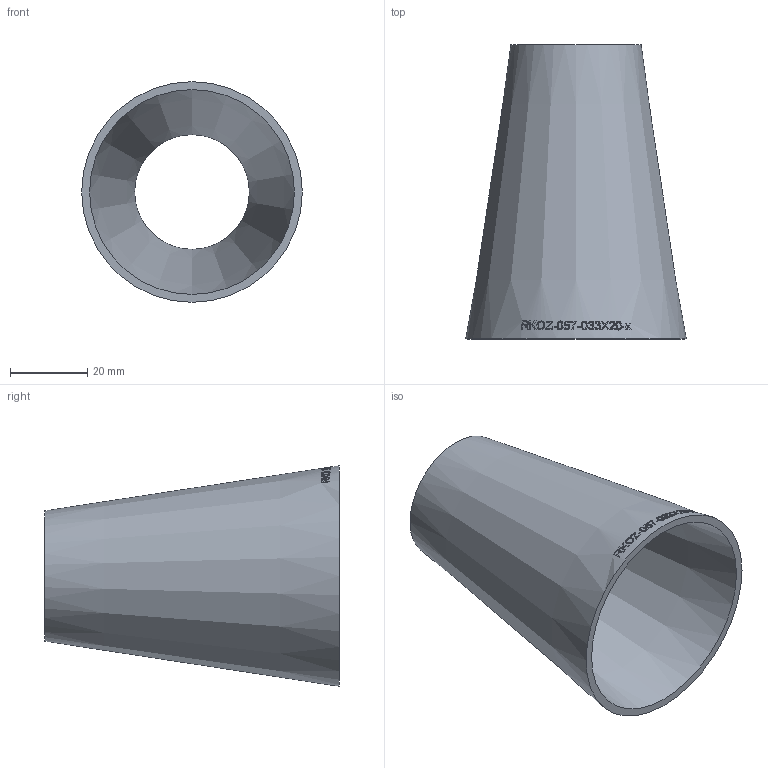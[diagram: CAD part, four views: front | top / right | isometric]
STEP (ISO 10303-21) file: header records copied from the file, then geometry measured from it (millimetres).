
FILE_DESCRIPTION (( 'STEP AP214' ), '1' );
FILE_NAME ('RKOZ-057-033X20-x Reduzierung aus Blech ISO-sonstige 2007.STEP', '2020-07-20T13:10:33', ( '' ), ( '' ), 'SwSTEP 2.0', 'SolidWorks 2019', '' );
FILE_SCHEMA (( 'AUTOMOTIVE_DESIGN' ));
Length unit declared in the file: millimetre
Products named in the file (1): RKOZ-057-033X20-x Reduzierung aus Blech ISO-sonstige 2007
Bounding box: 57 x 76 x 57 mm (x, y, z)
Volume: 20942.1 mm3; surface area: 21489 mm2
Topology: 1 solids, 1 shells, 221 faces, 591 edges, 394 vertices
Faces by surface type: bspline 195, cone 24, plane 2
Entity records: 23173 total; most frequent: CARTESIAN_POINT 17024, ORIENTED_EDGE 1178, EDGE_CURVE 589, B_SPLINE_CURVE_WITH_KNOTS 585, VERTEX_POINT 394, EDGE_LOOP 247, ADVANCED_FACE 221, FACE_OUTER_BOUND 221
